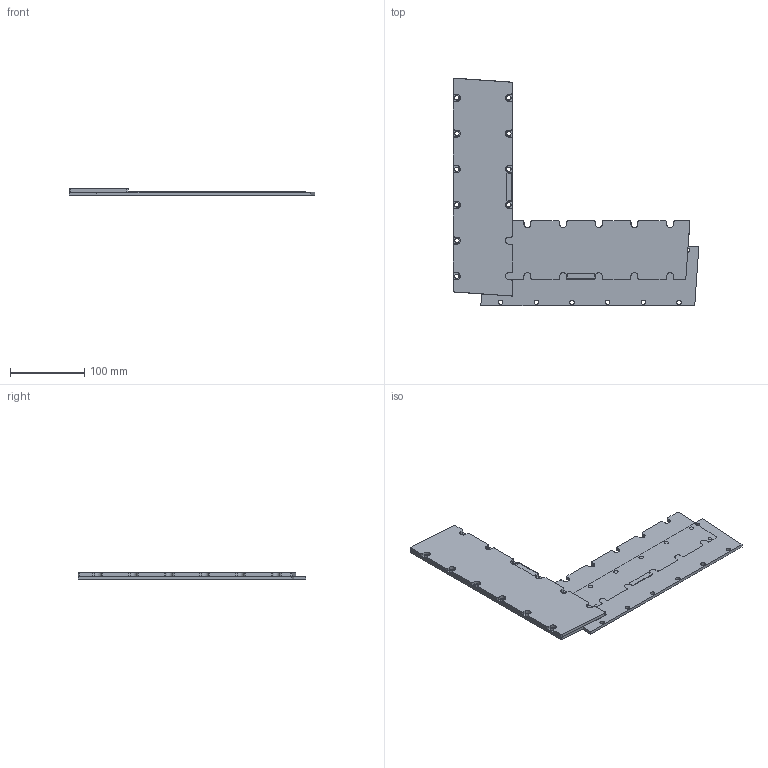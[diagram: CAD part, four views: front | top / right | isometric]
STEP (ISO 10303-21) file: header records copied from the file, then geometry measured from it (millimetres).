
FILE_DESCRIPTION( ( 'Unknown' ), '1' );
FILE_NAME( 'Magnetplate TL288 15052006.stp', 'Unknown', ( 'Unknown' ), ( 'Unknown' ), 'XStep 1.0', 'Unknown', ' ' );
FILE_SCHEMA( ( 'CONFIG_CONTROL_DESIGN' ) );
Length unit declared in the file: millimetre
Products named in the file (18): 4022 368 09413; Assem1; 4022 362 61805; Giethars 288mm; Gravering 288mm
Bounding box: 330.72 x 306.72 x 8.2 mm (x, y, z)
Volume: 454899.4 mm3; surface area: 243032.4 mm2
Topology: 33 solids, 33 shells, 556 faces, 1506 edges, 1018 vertices
Faces by surface type: plane 378, cone 80, cylinder 62, extrusion 36
Full cylindrical faces by diameter (mm): 5 x6, 6 x36
Entity records: 9437 total; most frequent: CARTESIAN_POINT 2419, ORIENTED_EDGE 1358, DIRECTION 1115, EDGE_CURVE 679, VERTEX_POINT 462, AXIS2_PLACEMENT_3D 388, VECTOR 339, LINE 321
